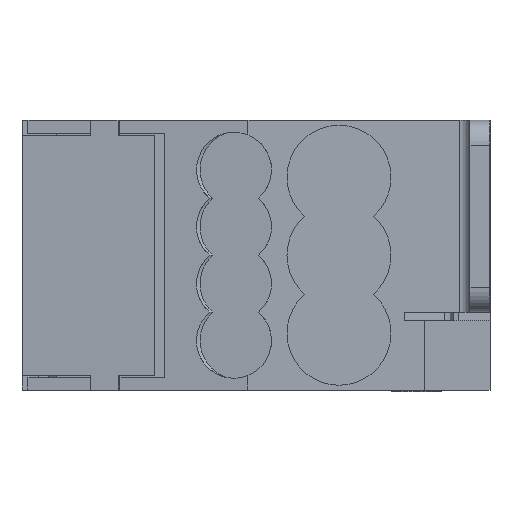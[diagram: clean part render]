
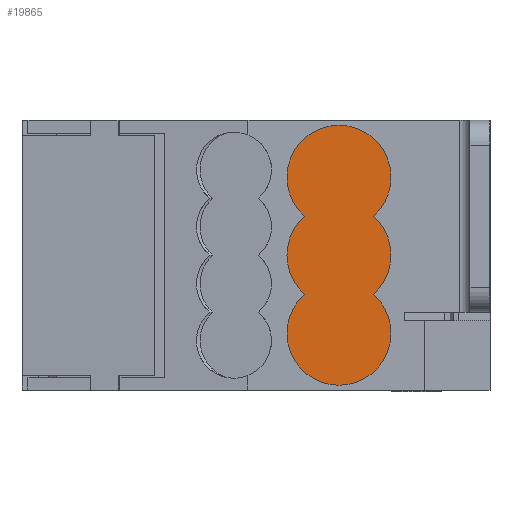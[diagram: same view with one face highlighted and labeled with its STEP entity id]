
A CAD part, left-side view. The second image highlights one B-rep face of the part: STEP entity #19865.
In plain terms, the highlighted planar face has unit normal (-1, 0, 0).
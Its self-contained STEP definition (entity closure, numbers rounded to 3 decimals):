
#5743 = CYLINDRICAL_SURFACE('',#5744,5.2);
#5744 = AXIS2_PLACEMENT_3D('',#5745,#5746,#5747);
#5745 = CARTESIAN_POINT('',(-12.1,11.1,21.3));
#5746 = DIRECTION('',(-1.,0.,0.));
#5747 = DIRECTION('',(0.,1.,0.));
#5776 = CYLINDRICAL_SURFACE('',#5777,5.2);
#5777 = AXIS2_PLACEMENT_3D('',#5778,#5779,#5780);
#5778 = CARTESIAN_POINT('',(-12.1,11.1,13.5));
#5779 = DIRECTION('',(-1.,0.,0.));
#5780 = DIRECTION('',(0.,1.,0.));
#5809 = CYLINDRICAL_SURFACE('',#5810,5.2);
#5810 = AXIS2_PLACEMENT_3D('',#5811,#5812,#5813);
#5811 = CARTESIAN_POINT('',(-12.1,11.1,5.7));
#5812 = DIRECTION('',(-1.,0.,0.));
#5813 = DIRECTION('',(0.,1.,0.));
#5840 = CYLINDRICAL_SURFACE('',#5841,5.2);
#5841 = AXIS2_PLACEMENT_3D('',#5842,#5843,#5844);
#5842 = CARTESIAN_POINT('',(-12.1,11.1,13.5));
#5843 = DIRECTION('',(-1.,0.,0.));
#5844 = DIRECTION('',(0.,1.,0.));
#7435 = VERTEX_POINT('',#7436);
#7436 = CARTESIAN_POINT('',(-5.1,7.661,17.4));
#7459 = VERTEX_POINT('',#7460);
#7460 = CARTESIAN_POINT('',(-5.1,7.661,9.6));
#7481 = EDGE_CURVE('',#7435,#7459,#7482,.T.);
#7482 = SURFACE_CURVE('',#7483,(#7488,#7495),.PCURVE_S1.);
#7483 = CIRCLE('',#7484,5.2);
#7484 = AXIS2_PLACEMENT_3D('',#7485,#7486,#7487);
#7485 = CARTESIAN_POINT('',(-5.1,11.1,13.5));
#7486 = DIRECTION('',(1.,0.,0.));
#7487 = DIRECTION('',(0.,1.,0.));
#7488 = PCURVE('',#5776,#7489);
#7489 = DEFINITIONAL_REPRESENTATION('',(#7490),#7494);
#7490 = LINE('',#7491,#7492);
#7491 = CARTESIAN_POINT('',(6.283,-7.));
#7492 = VECTOR('',#7493,1.);
#7493 = DIRECTION('',(-1.,0.));
#7494 = ( GEOMETRIC_REPRESENTATION_CONTEXT(2) 
PARAMETRIC_REPRESENTATION_CONTEXT() REPRESENTATION_CONTEXT('2D SPACE',''
  ) );
#7495 = PCURVE('',#7496,#7501);
#7496 = PLANE('',#7497);
#7497 = AXIS2_PLACEMENT_3D('',#7498,#7499,#7500);
#7498 = CARTESIAN_POINT('',(-5.1,11.087,13.489));
#7499 = DIRECTION('',(1.,0.,0.));
#7500 = DIRECTION('',(0.,0.,-1.));
#7501 = DEFINITIONAL_REPRESENTATION('',(#7502),#7506);
#7502 = CIRCLE('',#7503,5.2);
#7503 = AXIS2_PLACEMENT_2D('',#7504,#7505);
#7504 = CARTESIAN_POINT('',(-0.011,0.013));
#7505 = DIRECTION('',(0.,1.));
#7506 = ( GEOMETRIC_REPRESENTATION_CONTEXT(2) 
PARAMETRIC_REPRESENTATION_CONTEXT() REPRESENTATION_CONTEXT('2D SPACE',''
  ) );
#19656 = VERTEX_POINT('',#19657);
#19657 = CARTESIAN_POINT('',(-5.1,14.539,17.4));
#19680 = EDGE_CURVE('',#19656,#7435,#19681,.T.);
#19681 = SURFACE_CURVE('',#19682,(#19687,#19694),.PCURVE_S1.);
#19682 = CIRCLE('',#19683,5.2);
#19683 = AXIS2_PLACEMENT_3D('',#19684,#19685,#19686);
#19684 = CARTESIAN_POINT('',(-5.1,11.1,21.3));
#19685 = DIRECTION('',(1.,0.,0.));
#19686 = DIRECTION('',(0.,1.,0.));
#19687 = PCURVE('',#5743,#19688);
#19688 = DEFINITIONAL_REPRESENTATION('',(#19689),#19693);
#19689 = LINE('',#19690,#19691);
#19690 = CARTESIAN_POINT('',(12.566,-7.));
#19691 = VECTOR('',#19692,1.);
#19692 = DIRECTION('',(-1.,0.));
#19693 = ( GEOMETRIC_REPRESENTATION_CONTEXT(2) 
PARAMETRIC_REPRESENTATION_CONTEXT() REPRESENTATION_CONTEXT('2D SPACE',''
  ) );
#19694 = PCURVE('',#7496,#19695);
#19695 = DEFINITIONAL_REPRESENTATION('',(#19696),#19700);
#19696 = CIRCLE('',#19697,5.2);
#19697 = AXIS2_PLACEMENT_2D('',#19698,#19699);
#19698 = CARTESIAN_POINT('',(-7.811,0.013));
#19699 = DIRECTION('',(0.,1.));
#19700 = ( GEOMETRIC_REPRESENTATION_CONTEXT(2) 
PARAMETRIC_REPRESENTATION_CONTEXT() REPRESENTATION_CONTEXT('2D SPACE',''
  ) );
#19762 = VERTEX_POINT('',#19763);
#19763 = CARTESIAN_POINT('',(-5.1,14.539,9.6));
#19784 = EDGE_CURVE('',#7459,#19762,#19785,.T.);
#19785 = SURFACE_CURVE('',#19786,(#19791,#19798),.PCURVE_S1.);
#19786 = CIRCLE('',#19787,5.2);
#19787 = AXIS2_PLACEMENT_3D('',#19788,#19789,#19790);
#19788 = CARTESIAN_POINT('',(-5.1,11.1,5.7));
#19789 = DIRECTION('',(1.,0.,0.));
#19790 = DIRECTION('',(0.,1.,0.));
#19791 = PCURVE('',#5809,#19792);
#19792 = DEFINITIONAL_REPRESENTATION('',(#19793),#19797);
#19793 = LINE('',#19794,#19795);
#19794 = CARTESIAN_POINT('',(6.283,-7.));
#19795 = VECTOR('',#19796,1.);
#19796 = DIRECTION('',(-1.,0.));
#19797 = ( GEOMETRIC_REPRESENTATION_CONTEXT(2) 
PARAMETRIC_REPRESENTATION_CONTEXT() REPRESENTATION_CONTEXT('2D SPACE',''
  ) );
#19798 = PCURVE('',#7496,#19799);
#19799 = DEFINITIONAL_REPRESENTATION('',(#19800),#19804);
#19800 = CIRCLE('',#19801,5.2);
#19801 = AXIS2_PLACEMENT_2D('',#19802,#19803);
#19802 = CARTESIAN_POINT('',(7.789,0.013));
#19803 = DIRECTION('',(0.,1.));
#19804 = ( GEOMETRIC_REPRESENTATION_CONTEXT(2) 
PARAMETRIC_REPRESENTATION_CONTEXT() REPRESENTATION_CONTEXT('2D SPACE',''
  ) );
#19812 = EDGE_CURVE('',#19762,#19656,#19813,.T.);
#19813 = SURFACE_CURVE('',#19814,(#19819,#19826),.PCURVE_S1.);
#19814 = CIRCLE('',#19815,5.2);
#19815 = AXIS2_PLACEMENT_3D('',#19816,#19817,#19818);
#19816 = CARTESIAN_POINT('',(-5.1,11.1,13.5));
#19817 = DIRECTION('',(1.,0.,0.));
#19818 = DIRECTION('',(0.,1.,0.));
#19819 = PCURVE('',#5840,#19820);
#19820 = DEFINITIONAL_REPRESENTATION('',(#19821),#19825);
#19821 = LINE('',#19822,#19823);
#19822 = CARTESIAN_POINT('',(12.566,-7.));
#19823 = VECTOR('',#19824,1.);
#19824 = DIRECTION('',(-1.,0.));
#19825 = ( GEOMETRIC_REPRESENTATION_CONTEXT(2) 
PARAMETRIC_REPRESENTATION_CONTEXT() REPRESENTATION_CONTEXT('2D SPACE',''
  ) );
#19826 = PCURVE('',#7496,#19827);
#19827 = DEFINITIONAL_REPRESENTATION('',(#19828),#19832);
#19828 = CIRCLE('',#19829,5.2);
#19829 = AXIS2_PLACEMENT_2D('',#19830,#19831);
#19830 = CARTESIAN_POINT('',(-0.011,0.013));
#19831 = DIRECTION('',(0.,1.));
#19832 = ( GEOMETRIC_REPRESENTATION_CONTEXT(2) 
PARAMETRIC_REPRESENTATION_CONTEXT() REPRESENTATION_CONTEXT('2D SPACE',''
  ) );
#19865 = ADVANCED_FACE('',(#19866),#7496,.F.);
#19866 = FACE_BOUND('',#19867,.T.);
#19867 = EDGE_LOOP('',(#19868,#19869,#19870,#19871));
#19868 = ORIENTED_EDGE('',*,*,#19784,.F.);
#19869 = ORIENTED_EDGE('',*,*,#7481,.F.);
#19870 = ORIENTED_EDGE('',*,*,#19680,.F.);
#19871 = ORIENTED_EDGE('',*,*,#19812,.F.);
